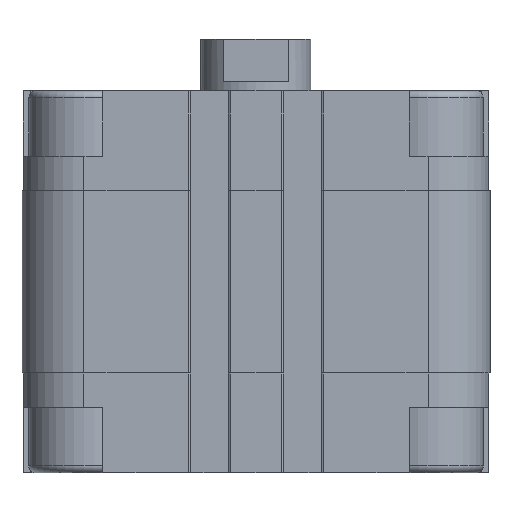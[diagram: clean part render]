
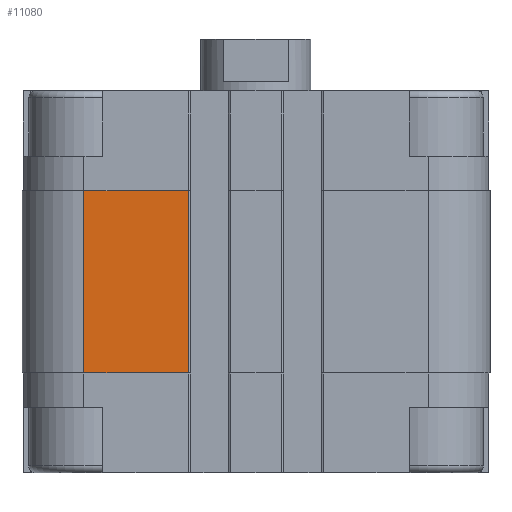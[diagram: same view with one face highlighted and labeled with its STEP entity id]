
A CAD part, front view. The second image highlights one B-rep face of the part: STEP entity #11080.
In plain terms, the highlighted face is planar.
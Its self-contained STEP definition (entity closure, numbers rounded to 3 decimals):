
#225=LINE('',#16803,#1261);
#541=LINE('',#17644,#1577);
#568=LINE('',#17737,#1604);
#569=LINE('',#17739,#1605);
#1261=VECTOR('',#13073,1000.);
#1577=VECTOR('',#13869,1000.);
#1604=VECTOR('',#14010,1000.);
#1605=VECTOR('',#14013,1000.);
#2241=PLANE('',#11983);
#4233=ORIENTED_EDGE('',*,*,#7001,.F.);
#4234=ORIENTED_EDGE('',*,*,#7047,.F.);
#4235=ORIENTED_EDGE('',*,*,#6574,.T.);
#4236=ORIENTED_EDGE('',*,*,#7048,.T.);
#6574=EDGE_CURVE('',#8188,#8187,#225,.T.);
#7001=EDGE_CURVE('',#8472,#8473,#541,.T.);
#7047=EDGE_CURVE('',#8188,#8472,#568,.T.);
#7048=EDGE_CURVE('',#8187,#8473,#569,.T.);
#8187=VERTEX_POINT('',#16802);
#8188=VERTEX_POINT('',#16804);
#8472=VERTEX_POINT('',#17643);
#8473=VERTEX_POINT('',#17645);
#9564=EDGE_LOOP('',(#4233,#4234,#4235,#4236));
#10314=FACE_BOUND('',#9564,.T.);
#11080=ADVANCED_FACE('',(#10314),#2241,.T.);
#11983=AXIS2_PLACEMENT_3D('',#17738,#14011,#14012);
#13073=DIRECTION('',(-1.,0.,0.));
#13869=DIRECTION('',(-1.,0.,0.));
#14010=DIRECTION('',(0.,0.,1.));
#14011=DIRECTION('',(0.,1.,0.));
#14012=DIRECTION('',(0.,0.,1.));
#14013=DIRECTION('',(0.,0.,1.));
#16802=CARTESIAN_POINT('',(9.85,34.,-41.));
#16803=CARTESIAN_POINT('',(25.,34.,-41.));
#16804=CARTESIAN_POINT('',(25.,34.,-41.));
#17643=CARTESIAN_POINT('',(25.,34.,-14.5));
#17644=CARTESIAN_POINT('',(25.,34.,-14.5));
#17645=CARTESIAN_POINT('',(9.85,34.,-14.5));
#17737=CARTESIAN_POINT('',(25.,34.,-41.));
#17738=CARTESIAN_POINT('',(25.,34.,-41.));
#17739=CARTESIAN_POINT('',(9.85,34.,-41.));
